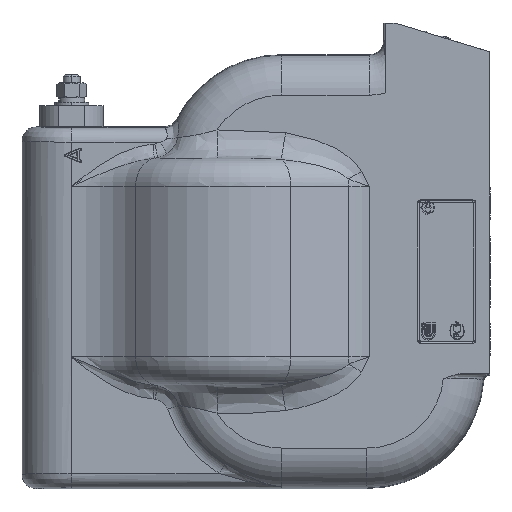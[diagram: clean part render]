
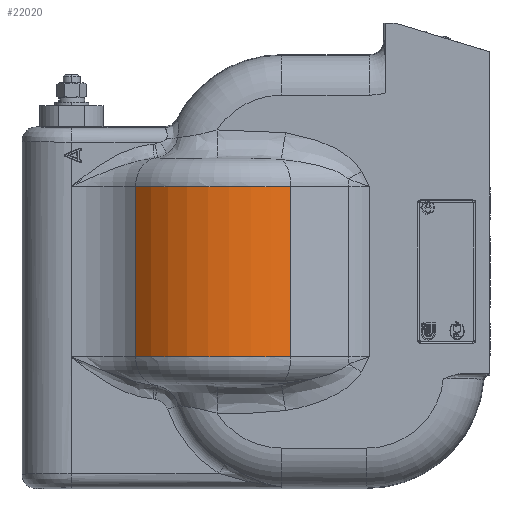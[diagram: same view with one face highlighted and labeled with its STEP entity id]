
A CAD part, left-side view. The second image highlights one B-rep face of the part: STEP entity #22020.
In plain terms, the highlighted cylindrical face has radius 87.5 mm (diameter 175 mm), a partial arc.
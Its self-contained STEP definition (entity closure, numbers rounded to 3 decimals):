
#14 = AXIS2_PLACEMENT_3D ( 'NONE', #17740, #17747, #17742 ) ;
#66 = AXIS2_PLACEMENT_3D ( 'NONE', #18198, #18211, #18210 ) ;
#305 = CIRCLE ( 'NONE', #66, 87.5 ) ;
#2747 = VERTEX_POINT ( 'NONE', #10053 ) ;
#2751 = VERTEX_POINT ( 'NONE', #9693 ) ;
#2850 = VERTEX_POINT ( 'NONE', #9200 ) ;
#2897 = VERTEX_POINT ( 'NONE', #9296 ) ;
#9200 = CARTESIAN_POINT ( 'NONE',  ( -56.354, 161.437, 60. ) ) ;
#9296 = CARTESIAN_POINT ( 'NONE',  ( -56.354, 161.437, -60. ) ) ;
#9693 = CARTESIAN_POINT ( 'NONE',  ( -76.512, 52.048, 60. ) ) ;
#10053 = CARTESIAN_POINT ( 'NONE',  ( -76.512, 52.048, -60. ) ) ;
#10633 = DIRECTION ( 'NONE',  ( 0., 0., -1. ) ) ;
#10634 = CARTESIAN_POINT ( 'NONE',  ( -56.354, 161.437, 80. ) ) ;
#10887 = DIRECTION ( 'NONE',  ( 0., 0., 1. ) ) ;
#10946 = CARTESIAN_POINT ( 'NONE',  ( -76.512, 52.048, -141.551 ) ) ;
#11231 = ORIENTED_EDGE ( 'NONE', *, *, #21173, .T. ) ;
#11247 = ORIENTED_EDGE ( 'NONE', *, *, #21312, .T. ) ;
#11271 = ORIENTED_EDGE ( 'NONE', *, *, #21160, .T. ) ;
#11437 = DIRECTION ( 'NONE',  ( 0., 0., -1. ) ) ;
#11643 = CARTESIAN_POINT ( 'NONE',  ( 0., 94.5, 60. ) ) ;
#11645 = DIRECTION ( 'NONE',  ( 0., 1., 0. ) ) ;
#12957 = ORIENTED_EDGE ( 'NONE', *, *, #21534, .T. ) ;
#13358 = EDGE_LOOP ( 'NONE', ( #11247, #12957, #11271, #11231 ) ) ;
#15353 = VECTOR ( 'NONE', #10887, 1000. ) ;
#15374 = LINE ( 'NONE', #10946, #15353 ) ;
#15415 = CIRCLE ( 'NONE', #19300, 87.5 ) ;
#17058 = FACE_OUTER_BOUND ( 'NONE', #13358, .T. ) ;
#17064 = CYLINDRICAL_SURFACE ( 'NONE', #14, 87.5 ) ;
#17740 = CARTESIAN_POINT ( 'NONE',  ( 0., 94.5, 80. ) ) ;
#17742 = DIRECTION ( 'NONE',  ( 0., -1., 0. ) ) ;
#17747 = DIRECTION ( 'NONE',  ( 0., 0., 1. ) ) ;
#18198 = CARTESIAN_POINT ( 'NONE',  ( 0., 94.5, -60. ) ) ;
#18210 = DIRECTION ( 'NONE',  ( 0., -1., 0. ) ) ;
#18211 = DIRECTION ( 'NONE',  ( 0., 0., 1. ) ) ;
#19300 = AXIS2_PLACEMENT_3D ( 'NONE', #11643, #11437, #11645 ) ;
#19850 = VECTOR ( 'NONE', #10633, 1000. ) ;
#19927 = LINE ( 'NONE', #10634, #19850 ) ;
#21160 = EDGE_CURVE ( 'NONE', #2747, #2751, #15374, .T. ) ;
#21173 = EDGE_CURVE ( 'NONE', #2751, #2850, #15415, .T. ) ;
#21312 = EDGE_CURVE ( 'NONE', #2850, #2897, #19927, .T. ) ;
#21534 = EDGE_CURVE ( 'NONE', #2897, #2747, #305, .T. ) ;
#22020 = ADVANCED_FACE ( 'NONE', ( #17058 ), #17064, .T. ) ;
